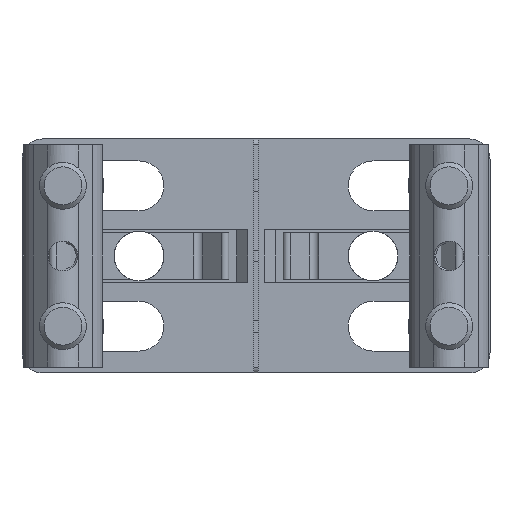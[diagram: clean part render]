
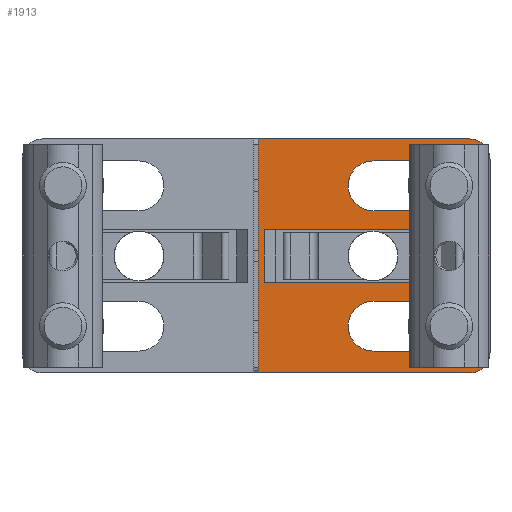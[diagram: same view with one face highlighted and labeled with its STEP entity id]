
A CAD part, front view. The second image highlights one B-rep face of the part: STEP entity #1913.
In plain terms, the highlighted planar face has unit normal (0, -1, 0).
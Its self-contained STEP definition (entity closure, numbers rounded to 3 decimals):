
#111=FACE_BOUND('',#385,.T.);
#112=FACE_BOUND('',#386,.T.);
#113=FACE_BOUND('',#387,.T.);
#260=FACE_OUTER_BOUND('',#384,.T.);
#384=EDGE_LOOP('',(#1576,#1577,#1578,#1579,#1580,#1581));
#385=EDGE_LOOP('',(#1582,#1583,#1584,#1585));
#386=EDGE_LOOP('',(#1586,#1587,#1588,#1589));
#387=EDGE_LOOP('',(#1590,#1591,#1592,#1593));
#508=CIRCLE('',#2042,4.25);
#509=CIRCLE('',#2045,4.25);
#510=CIRCLE('',#2049,4.25);
#511=CIRCLE('',#2052,4.25);
#518=CIRCLE('',#2069,3.5);
#519=CIRCLE('',#2072,3.5);
#628=LINE('',#3037,#771);
#631=LINE('',#3045,#774);
#634=LINE('',#3054,#777);
#637=LINE('',#3062,#780);
#641=LINE('',#3071,#784);
#643=LINE('',#3075,#786);
#645=LINE('',#3079,#788);
#646=LINE('',#3081,#789);
#654=LINE('',#3110,#797);
#658=LINE('',#3119,#801);
#661=LINE('',#3127,#804);
#663=LINE('',#3135,#806);
#771=VECTOR('',#2400,13.);
#774=VECTOR('',#2409,13.);
#777=VECTOR('',#2420,13.);
#780=VECTOR('',#2429,13.);
#784=VECTOR('',#2439,38.);
#786=VECTOR('',#2443,9.);
#788=VECTOR('',#2447,9.);
#789=VECTOR('',#2450,38.);
#797=VECTOR('',#2480,36.1);
#801=VECTOR('',#2490,33.);
#804=VECTOR('',#2499,36.1);
#806=VECTOR('',#2509,40.);
#925=VERTEX_POINT('',#3034);
#926=VERTEX_POINT('',#3036);
#927=VERTEX_POINT('',#3040);
#928=VERTEX_POINT('',#3044);
#929=VERTEX_POINT('',#3051);
#930=VERTEX_POINT('',#3053);
#931=VERTEX_POINT('',#3057);
#932=VERTEX_POINT('',#3061);
#933=VERTEX_POINT('',#3067);
#934=VERTEX_POINT('',#3069);
#935=VERTEX_POINT('',#3073);
#936=VERTEX_POINT('',#3077);
#945=VERTEX_POINT('',#3107);
#946=VERTEX_POINT('',#3109);
#947=VERTEX_POINT('',#3113);
#948=VERTEX_POINT('',#3117);
#949=VERTEX_POINT('',#3121);
#950=VERTEX_POINT('',#3125);
#1132=EDGE_CURVE('',#926,#925,#628,.T.);
#1134=EDGE_CURVE('',#927,#926,#508,.T.);
#1136=EDGE_CURVE('',#928,#927,#631,.T.);
#1138=EDGE_CURVE('',#925,#928,#509,.T.);
#1140=EDGE_CURVE('',#930,#929,#634,.T.);
#1142=EDGE_CURVE('',#931,#930,#510,.T.);
#1144=EDGE_CURVE('',#932,#931,#637,.T.);
#1146=EDGE_CURVE('',#929,#932,#511,.T.);
#1149=EDGE_CURVE('',#933,#934,#641,.T.);
#1151=EDGE_CURVE('',#934,#935,#643,.T.);
#1153=EDGE_CURVE('',#936,#933,#645,.T.);
#1154=EDGE_CURVE('',#935,#936,#646,.T.);
#1168=EDGE_CURVE('',#946,#945,#654,.T.);
#1171=EDGE_CURVE('',#947,#945,#518,.T.);
#1173=EDGE_CURVE('',#947,#948,#658,.T.);
#1175=EDGE_CURVE('',#949,#948,#519,.T.);
#1177=EDGE_CURVE('',#949,#950,#661,.T.);
#1181=EDGE_CURVE('',#946,#950,#663,.T.);
#1576=ORIENTED_EDGE('',*,*,#1171,.F.);
#1577=ORIENTED_EDGE('',*,*,#1173,.T.);
#1578=ORIENTED_EDGE('',*,*,#1175,.F.);
#1579=ORIENTED_EDGE('',*,*,#1177,.T.);
#1580=ORIENTED_EDGE('',*,*,#1181,.F.);
#1581=ORIENTED_EDGE('',*,*,#1168,.T.);
#1582=ORIENTED_EDGE('',*,*,#1136,.T.);
#1583=ORIENTED_EDGE('',*,*,#1134,.T.);
#1584=ORIENTED_EDGE('',*,*,#1132,.T.);
#1585=ORIENTED_EDGE('',*,*,#1138,.T.);
#1586=ORIENTED_EDGE('',*,*,#1144,.T.);
#1587=ORIENTED_EDGE('',*,*,#1142,.T.);
#1588=ORIENTED_EDGE('',*,*,#1140,.T.);
#1589=ORIENTED_EDGE('',*,*,#1146,.T.);
#1590=ORIENTED_EDGE('',*,*,#1149,.T.);
#1591=ORIENTED_EDGE('',*,*,#1151,.T.);
#1592=ORIENTED_EDGE('',*,*,#1154,.T.);
#1593=ORIENTED_EDGE('',*,*,#1153,.T.);
#1835=PLANE('',#2084);
#1913=ADVANCED_FACE('',(#260,#111,#112,#113),#1835,.T.);
#2042=AXIS2_PLACEMENT_3D('',#3041,#2404,#2405);
#2045=AXIS2_PLACEMENT_3D('',#3048,#2413,#2414);
#2049=AXIS2_PLACEMENT_3D('',#3058,#2424,#2425);
#2052=AXIS2_PLACEMENT_3D('',#3065,#2433,#2434);
#2069=AXIS2_PLACEMENT_3D('',#3115,#2485,#2486);
#2072=AXIS2_PLACEMENT_3D('',#3123,#2494,#2495);
#2084=AXIS2_PLACEMENT_3D('',#3146,#2524,#2525);
#2400=DIRECTION('',(1.,0.,0.));
#2404=DIRECTION('center_axis',(0.,1.,0.));
#2405=DIRECTION('ref_axis',(0.,0.,1.));
#2409=DIRECTION('',(-1.,0.,0.));
#2413=DIRECTION('center_axis',(0.,1.,0.));
#2414=DIRECTION('ref_axis',(0.,0.,-1.));
#2420=DIRECTION('',(1.,0.,0.));
#2424=DIRECTION('center_axis',(0.,1.,0.));
#2425=DIRECTION('ref_axis',(0.,0.,1.));
#2429=DIRECTION('',(-1.,0.,0.));
#2433=DIRECTION('center_axis',(0.,1.,0.));
#2434=DIRECTION('ref_axis',(0.,0.,-1.));
#2439=DIRECTION('',(1.,0.,0.));
#2443=DIRECTION('',(0.,0.,-1.));
#2447=DIRECTION('',(0.,0.,1.));
#2450=DIRECTION('',(-1.,0.,0.));
#2480=DIRECTION('',(1.,0.,0.));
#2485=DIRECTION('center_axis',(0.,1.,0.));
#2486=DIRECTION('ref_axis',(0.707,0.,-0.707));
#2490=DIRECTION('',(0.,0.,1.));
#2494=DIRECTION('center_axis',(0.,1.,0.));
#2495=DIRECTION('ref_axis',(0.707,0.,0.707));
#2499=DIRECTION('',(-1.,0.,0.));
#2509=DIRECTION('',(0.,0.,1.));
#2524=DIRECTION('center_axis',(0.,-1.,0.));
#2525=DIRECTION('ref_axis',(0.,0.,-1.));
#3034=CARTESIAN_POINT('',(33.,-10.,36.25));
#3036=CARTESIAN_POINT('',(20.,-10.,36.25));
#3037=CARTESIAN_POINT('',(36.5,-10.,36.25));
#3040=CARTESIAN_POINT('',(20.,-10.,27.75));
#3041=CARTESIAN_POINT('Origin',(20.,-10.,32.));
#3044=CARTESIAN_POINT('',(33.,-10.,27.75));
#3045=CARTESIAN_POINT('',(30.,-10.,27.75));
#3048=CARTESIAN_POINT('Origin',(33.,-10.,32.));
#3051=CARTESIAN_POINT('',(33.,-10.,12.25));
#3053=CARTESIAN_POINT('',(20.,-10.,12.25));
#3054=CARTESIAN_POINT('',(36.5,-10.,12.25));
#3057=CARTESIAN_POINT('',(20.,-10.,3.75));
#3058=CARTESIAN_POINT('Origin',(20.,-10.,8.));
#3061=CARTESIAN_POINT('',(33.,-10.,3.75));
#3062=CARTESIAN_POINT('',(30.,-10.,3.75));
#3065=CARTESIAN_POINT('Origin',(33.,-10.,8.));
#3067=CARTESIAN_POINT('',(1.4,-10.,24.5));
#3069=CARTESIAN_POINT('',(39.4,-10.,24.5));
#3071=CARTESIAN_POINT('',(30.2,-10.,24.5));
#3073=CARTESIAN_POINT('',(39.4,-10.,15.5));
#3075=CARTESIAN_POINT('',(39.4,-10.,10.));
#3077=CARTESIAN_POINT('',(1.4,-10.,15.5));
#3079=CARTESIAN_POINT('',(1.4,-10.,10.));
#3081=CARTESIAN_POINT('',(30.2,-10.,15.5));
#3107=CARTESIAN_POINT('',(36.5,-10.,0.));
#3109=CARTESIAN_POINT('',(0.4,-10.,0.));
#3110=CARTESIAN_POINT('',(0.4,-10.,0.));
#3113=CARTESIAN_POINT('',(40.,-10.,3.5));
#3115=CARTESIAN_POINT('Origin',(36.5,-10.,3.5));
#3117=CARTESIAN_POINT('',(40.,-10.,36.5));
#3119=CARTESIAN_POINT('',(40.,-10.,0.));
#3121=CARTESIAN_POINT('',(36.5,-10.,40.));
#3123=CARTESIAN_POINT('Origin',(36.5,-10.,36.5));
#3125=CARTESIAN_POINT('',(0.4,-10.,40.));
#3127=CARTESIAN_POINT('',(0.4,-10.,40.));
#3135=CARTESIAN_POINT('',(0.4,-10.,0.));
#3146=CARTESIAN_POINT('Origin',(40.,-10.,0.));
